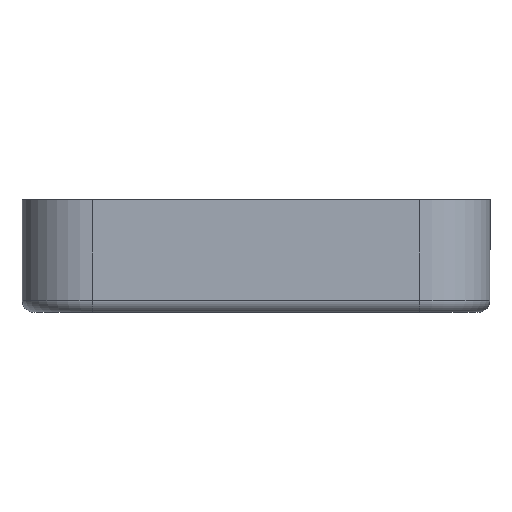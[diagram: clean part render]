
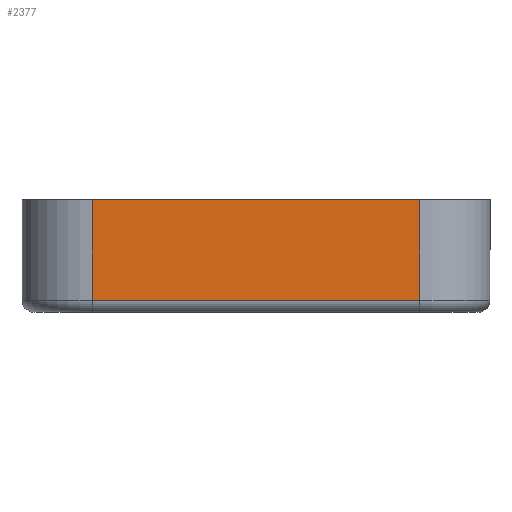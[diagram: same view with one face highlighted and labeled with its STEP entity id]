
A CAD part, left-side view. The second image highlights one B-rep face of the part: STEP entity #2377.
In plain terms, the highlighted planar face has unit normal (-1, 0, 0).
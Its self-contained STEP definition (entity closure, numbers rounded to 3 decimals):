
#315=FACE_OUTER_BOUND('',#476,.T.);
#476=EDGE_LOOP('',(#2157,#2158,#2159,#2160));
#555=LINE('',#3570,#792);
#617=LINE('',#3754,#854);
#713=LINE('',#3983,#950);
#714=LINE('',#3985,#951);
#792=VECTOR('',#2879,10.);
#854=VECTOR('',#3045,10.);
#950=VECTOR('',#3301,10.);
#951=VECTOR('',#3304,10.);
#1042=VERTEX_POINT('',#3560);
#1044=VERTEX_POINT('',#3566);
#1114=VERTEX_POINT('',#3751);
#1115=VERTEX_POINT('',#3753);
#1294=EDGE_CURVE('',#1042,#1044,#555,.T.);
#1385=EDGE_CURVE('',#1114,#1115,#617,.T.);
#1499=EDGE_CURVE('',#1114,#1044,#713,.T.);
#1500=EDGE_CURVE('',#1115,#1042,#714,.T.);
#2157=ORIENTED_EDGE('',*,*,#1294,.F.);
#2158=ORIENTED_EDGE('',*,*,#1500,.F.);
#2159=ORIENTED_EDGE('',*,*,#1385,.F.);
#2160=ORIENTED_EDGE('',*,*,#1499,.T.);
#2248=PLANE('',#2616);
#2377=ADVANCED_FACE('',(#315),#2248,.T.);
#2616=AXIS2_PLACEMENT_3D('',#3984,#3302,#3303);
#2879=DIRECTION('',(0.,1.,0.));
#3045=DIRECTION('',(0.,-1.,0.));
#3301=DIRECTION('',(0.,0.,-1.));
#3302=DIRECTION('center_axis',(-1.,0.,0.));
#3303=DIRECTION('ref_axis',(0.,1.,0.));
#3304=DIRECTION('',(0.,0.,-1.));
#3560=CARTESIAN_POINT('',(-42.655,14.158,-10.5));
#3566=CARTESIAN_POINT('',(-42.655,63.158,-10.5));
#3570=CARTESIAN_POINT('',(-42.655,26.408,-10.5));
#3751=CARTESIAN_POINT('',(-42.655,63.158,4.55));
#3753=CARTESIAN_POINT('',(-42.655,14.158,4.55));
#3754=CARTESIAN_POINT('',(-42.655,63.158,4.55));
#3983=CARTESIAN_POINT('',(-42.655,63.158,-10.5));
#3984=CARTESIAN_POINT('Origin',(-42.655,14.158,-10.5));
#3985=CARTESIAN_POINT('',(-42.655,14.158,-10.5));
